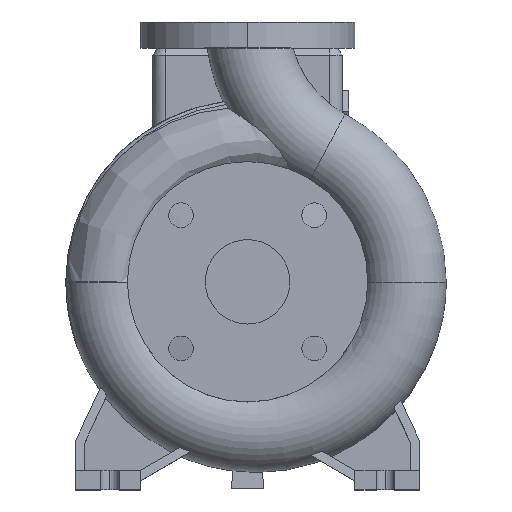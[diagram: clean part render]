
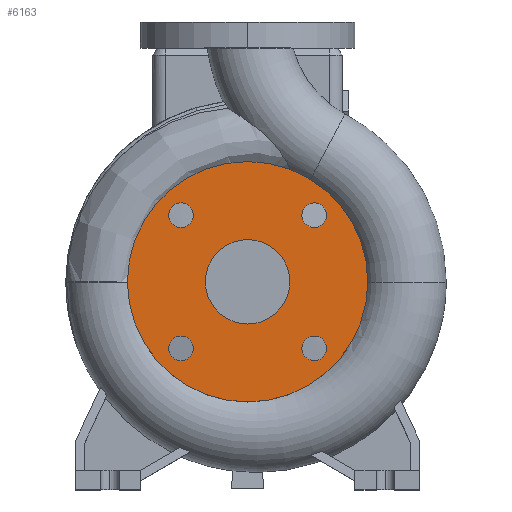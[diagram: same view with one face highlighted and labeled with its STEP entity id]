
A CAD part, top view. The second image highlights one B-rep face of the part: STEP entity #6163.
In plain terms, the highlighted planar face has unit normal (0, 0, 1).
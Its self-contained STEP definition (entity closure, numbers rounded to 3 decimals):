
#170 = CARTESIAN_POINT ( 'NONE',  ( 0., 92.5, 100. ) ) ;
#404 = EDGE_CURVE ( 'NONE', #4525, #9364, #2823, .T. ) ;
#434 = CIRCLE ( 'NONE', #7044, 9.5 ) ;
#457 = ORIENTED_EDGE ( 'NONE', *, *, #7782, .F. ) ;
#840 = EDGE_CURVE ( 'NONE', #10931, #4178, #6708, .T. ) ;
#894 = DIRECTION ( 'NONE',  ( 1., 0., 0. ) ) ;
#895 = DIRECTION ( 'NONE',  ( 1., 0., 0. ) ) ;
#900 = CIRCLE ( 'NONE', #9778, 9.5 ) ;
#919 = EDGE_CURVE ( 'NONE', #4178, #10931, #13562, .T. ) ;
#1071 = EDGE_LOOP ( 'NONE', ( #9969, #4397 ) ) ;
#1382 = CARTESIAN_POINT ( 'NONE',  ( -60.765, 51.265, 100. ) ) ;
#1764 = CARTESIAN_POINT ( 'NONE',  ( -92.5, 0., 100. ) ) ;
#1778 = EDGE_CURVE ( 'NONE', #3337, #1815, #9218, .T. ) ;
#1815 = VERTEX_POINT ( 'NONE', #1382 ) ;
#1836 = FACE_OUTER_BOUND ( 'NONE', #2681, .T. ) ;
#1837 = ORIENTED_EDGE ( 'NONE', *, *, #3371, .F. ) ;
#1916 = CIRCLE ( 'NONE', #2592, 9.5 ) ;
#2026 = CARTESIAN_POINT ( 'NONE',  ( -51.265, -51.265, 100. ) ) ;
#2028 = CARTESIAN_POINT ( 'NONE',  ( 51.265, 51.265, 100. ) ) ;
#2040 = ORIENTED_EDGE ( 'NONE', *, *, #12998, .F. ) ;
#2097 = DIRECTION ( 'NONE',  ( 0., 0., 1. ) ) ;
#2195 = CIRCLE ( 'NONE', #8105, 92.5 ) ;
#2346 = DIRECTION ( 'NONE',  ( 0., 0., 1. ) ) ;
#2430 = CIRCLE ( 'NONE', #7898, 9.5 ) ;
#2592 = AXIS2_PLACEMENT_3D ( 'NONE', #4649, #10146, #3641 ) ;
#2676 = DIRECTION ( 'NONE',  ( 1., 0., 0. ) ) ;
#2681 = EDGE_LOOP ( 'NONE', ( #12429, #3710 ) ) ;
#2823 = CIRCLE ( 'NONE', #13105, 92.5 ) ;
#2886 = DIRECTION ( 'NONE',  ( 0., 0., 1. ) ) ;
#2967 = CARTESIAN_POINT ( 'NONE',  ( 41.765, 51.265, 100. ) ) ;
#3267 = EDGE_LOOP ( 'NONE', ( #12516, #457 ) ) ;
#3302 = CARTESIAN_POINT ( 'NONE',  ( 32.5, 0., 100. ) ) ;
#3337 = VERTEX_POINT ( 'NONE', #9557 ) ;
#3348 = CARTESIAN_POINT ( 'NONE',  ( 0., 0., 100. ) ) ;
#3371 = EDGE_CURVE ( 'NONE', #10622, #9773, #3786, .T. ) ;
#3377 = FACE_BOUND ( 'NONE', #3267, .T. ) ;
#3641 = DIRECTION ( 'NONE',  ( 1., 0., 0. ) ) ;
#3692 = EDGE_CURVE ( 'NONE', #7393, #9243, #2430, .T. ) ;
#3710 = ORIENTED_EDGE ( 'NONE', *, *, #4658, .T. ) ;
#3712 = AXIS2_PLACEMENT_3D ( 'NONE', #9013, #6022, #11449 ) ;
#3735 = EDGE_LOOP ( 'NONE', ( #1837, #7805 ) ) ;
#3786 = CIRCLE ( 'NONE', #11786, 9.5 ) ;
#3942 = VERTEX_POINT ( 'NONE', #12310 ) ;
#4178 = VERTEX_POINT ( 'NONE', #9574 ) ;
#4280 = AXIS2_PLACEMENT_3D ( 'NONE', #170, #6185, #13026 ) ;
#4316 = DIRECTION ( 'NONE',  ( 0., 0., 1. ) ) ;
#4397 = ORIENTED_EDGE ( 'NONE', *, *, #13470, .F. ) ;
#4524 = FACE_BOUND ( 'NONE', #9003, .T. ) ;
#4525 = VERTEX_POINT ( 'NONE', #7417 ) ;
#4649 = CARTESIAN_POINT ( 'NONE',  ( -51.265, 51.265, 100. ) ) ;
#4658 = EDGE_CURVE ( 'NONE', #9364, #4525, #2195, .T. ) ;
#4821 = DIRECTION ( 'NONE',  ( 1., 0., 0. ) ) ;
#4864 = CIRCLE ( 'NONE', #3712, 9.5 ) ;
#4891 = CARTESIAN_POINT ( 'NONE',  ( 0., 0., 100. ) ) ;
#4988 = CIRCLE ( 'NONE', #11378, 9.5 ) ;
#5070 = DIRECTION ( 'NONE',  ( 0., 0., 1. ) ) ;
#5378 = CARTESIAN_POINT ( 'NONE',  ( 41.765, -51.265, 100. ) ) ;
#5838 = EDGE_LOOP ( 'NONE', ( #11171, #2040 ) ) ;
#6022 = DIRECTION ( 'NONE',  ( 0., 0., 1. ) ) ;
#6163 = ADVANCED_FACE ( 'NONE', ( #10807, #10948, #4524, #1836, #11692, #3377 ), #6593, .F. ) ;
#6185 = DIRECTION ( 'NONE',  ( 0., 0., -1. ) ) ;
#6381 = DIRECTION ( 'NONE',  ( 0., 0., 1. ) ) ;
#6593 = PLANE ( 'NONE',  #4280 ) ;
#6708 = CIRCLE ( 'NONE', #8532, 32.5 ) ;
#6747 = CARTESIAN_POINT ( 'NONE',  ( 60.765, 51.265, 100. ) ) ;
#7044 = AXIS2_PLACEMENT_3D ( 'NONE', #8094, #11531, #2676 ) ;
#7050 = DIRECTION ( 'NONE',  ( 0., 0., 1. ) ) ;
#7393 = VERTEX_POINT ( 'NONE', #6747 ) ;
#7407 = AXIS2_PLACEMENT_3D ( 'NONE', #7585, #11161, #13298 ) ;
#7417 = CARTESIAN_POINT ( 'NONE',  ( 92.5, 0., 100. ) ) ;
#7495 = CARTESIAN_POINT ( 'NONE',  ( -60.765, -51.265, 100. ) ) ;
#7577 = EDGE_CURVE ( 'NONE', #9773, #10622, #434, .T. ) ;
#7585 = CARTESIAN_POINT ( 'NONE',  ( -51.265, 51.265, 100. ) ) ;
#7687 = EDGE_CURVE ( 'NONE', #3942, #10184, #900, .T. ) ;
#7782 = EDGE_CURVE ( 'NONE', #10184, #3942, #4988, .T. ) ;
#7805 = ORIENTED_EDGE ( 'NONE', *, *, #7577, .F. ) ;
#7898 = AXIS2_PLACEMENT_3D ( 'NONE', #2028, #2097, #9874 ) ;
#8094 = CARTESIAN_POINT ( 'NONE',  ( 51.265, -51.265, 100. ) ) ;
#8105 = AXIS2_PLACEMENT_3D ( 'NONE', #3348, #2346, #10991 ) ;
#8300 = AXIS2_PLACEMENT_3D ( 'NONE', #9661, #9734, #895 ) ;
#8532 = AXIS2_PLACEMENT_3D ( 'NONE', #4891, #2886, #4821 ) ;
#9003 = EDGE_LOOP ( 'NONE', ( #13991, #9749 ) ) ;
#9013 = CARTESIAN_POINT ( 'NONE',  ( 51.265, 51.265, 100. ) ) ;
#9218 = CIRCLE ( 'NONE', #7407, 9.5 ) ;
#9243 = VERTEX_POINT ( 'NONE', #2967 ) ;
#9364 = VERTEX_POINT ( 'NONE', #1764 ) ;
#9410 = DIRECTION ( 'NONE',  ( 1., 0., 0. ) ) ;
#9557 = CARTESIAN_POINT ( 'NONE',  ( -41.765, 51.265, 100. ) ) ;
#9574 = CARTESIAN_POINT ( 'NONE',  ( -32.5, 0., 100. ) ) ;
#9661 = CARTESIAN_POINT ( 'NONE',  ( 0., 0., 100. ) ) ;
#9734 = DIRECTION ( 'NONE',  ( 0., 0., 1. ) ) ;
#9749 = ORIENTED_EDGE ( 'NONE', *, *, #919, .F. ) ;
#9773 = VERTEX_POINT ( 'NONE', #5378 ) ;
#9778 = AXIS2_PLACEMENT_3D ( 'NONE', #11882, #4316, #894 ) ;
#9874 = DIRECTION ( 'NONE',  ( 1., 0., 0. ) ) ;
#9969 = ORIENTED_EDGE ( 'NONE', *, *, #1778, .F. ) ;
#10146 = DIRECTION ( 'NONE',  ( 0., 0., 1. ) ) ;
#10184 = VERTEX_POINT ( 'NONE', #7495 ) ;
#10622 = VERTEX_POINT ( 'NONE', #13117 ) ;
#10738 = DIRECTION ( 'NONE',  ( 1., 0., 0. ) ) ;
#10807 = FACE_BOUND ( 'NONE', #3735, .T. ) ;
#10931 = VERTEX_POINT ( 'NONE', #3302 ) ;
#10948 = FACE_BOUND ( 'NONE', #5838, .T. ) ;
#10991 = DIRECTION ( 'NONE',  ( 1., 0., 0. ) ) ;
#11161 = DIRECTION ( 'NONE',  ( 0., 0., 1. ) ) ;
#11171 = ORIENTED_EDGE ( 'NONE', *, *, #3692, .F. ) ;
#11341 = CARTESIAN_POINT ( 'NONE',  ( 0., 0., 100. ) ) ;
#11378 = AXIS2_PLACEMENT_3D ( 'NONE', #2026, #6381, #10738 ) ;
#11449 = DIRECTION ( 'NONE',  ( 1., 0., 0. ) ) ;
#11479 = DIRECTION ( 'NONE',  ( 1., 0., 0. ) ) ;
#11531 = DIRECTION ( 'NONE',  ( 0., 0., 1. ) ) ;
#11692 = FACE_BOUND ( 'NONE', #1071, .T. ) ;
#11712 = CARTESIAN_POINT ( 'NONE',  ( 51.265, -51.265, 100. ) ) ;
#11786 = AXIS2_PLACEMENT_3D ( 'NONE', #11712, #5070, #9410 ) ;
#11882 = CARTESIAN_POINT ( 'NONE',  ( -51.265, -51.265, 100. ) ) ;
#12310 = CARTESIAN_POINT ( 'NONE',  ( -41.765, -51.265, 100. ) ) ;
#12429 = ORIENTED_EDGE ( 'NONE', *, *, #404, .T. ) ;
#12516 = ORIENTED_EDGE ( 'NONE', *, *, #7687, .F. ) ;
#12998 = EDGE_CURVE ( 'NONE', #9243, #7393, #4864, .T. ) ;
#13026 = DIRECTION ( 'NONE',  ( -1., 0., 0. ) ) ;
#13105 = AXIS2_PLACEMENT_3D ( 'NONE', #11341, #7050, #11479 ) ;
#13117 = CARTESIAN_POINT ( 'NONE',  ( 60.765, -51.265, 100. ) ) ;
#13298 = DIRECTION ( 'NONE',  ( 1., 0., 0. ) ) ;
#13470 = EDGE_CURVE ( 'NONE', #1815, #3337, #1916, .T. ) ;
#13562 = CIRCLE ( 'NONE', #8300, 32.5 ) ;
#13991 = ORIENTED_EDGE ( 'NONE', *, *, #840, .F. ) ;
